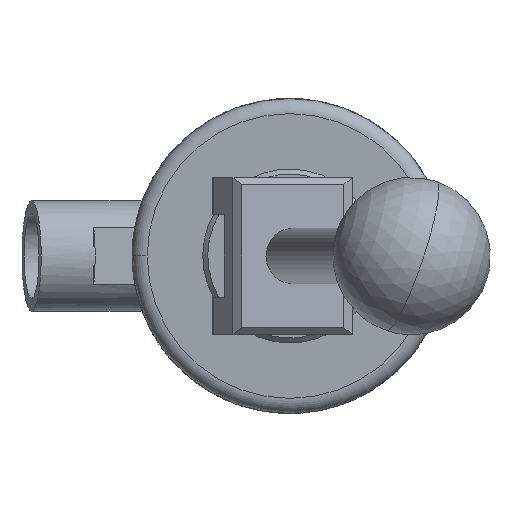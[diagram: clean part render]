
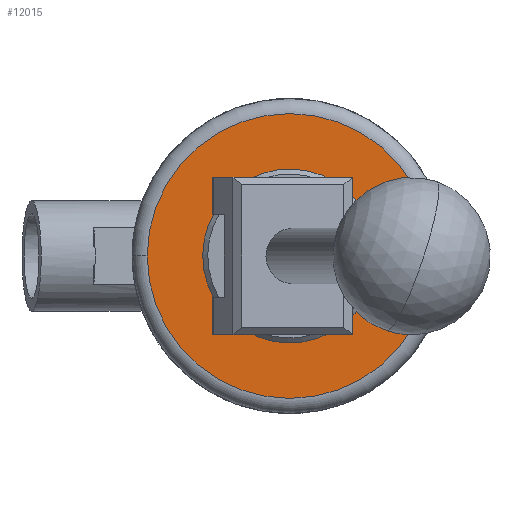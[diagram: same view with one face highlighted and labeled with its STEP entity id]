
A CAD part, front view. The second image highlights one B-rep face of the part: STEP entity #12015.
In plain terms, the highlighted planar face has unit normal (0, -1, 0).
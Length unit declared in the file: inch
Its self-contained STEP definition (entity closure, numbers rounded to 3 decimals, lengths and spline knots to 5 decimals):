
#150 = EDGE_CURVE ( 'NONE', #859, #1477, #8048, .T. ) ;
#166 = DIRECTION ( 'NONE',  ( 1., 0., 0. ) ) ;
#650 = EDGE_CURVE ( 'NONE', #5638, #11137, #8849, .T. ) ;
#845 = EDGE_LOOP ( 'NONE', ( #13289, #1513 ) ) ;
#859 = VERTEX_POINT ( 'NONE', #14569 ) ;
#1032 = ORIENTED_EDGE ( 'NONE', *, *, #650, .F. ) ;
#1331 = FACE_OUTER_BOUND ( 'NONE', #845, .T. ) ;
#1477 = VERTEX_POINT ( 'NONE', #11867 ) ;
#1506 = CARTESIAN_POINT ( 'NONE',  ( 0., 0., 0. ) ) ;
#1513 = ORIENTED_EDGE ( 'NONE', *, *, #15600, .T. ) ;
#2277 = DIRECTION ( 'NONE',  ( 0., -1., 0. ) ) ;
#2539 = CARTESIAN_POINT ( 'NONE',  ( -0.348, 0., 0. ) ) ;
#2739 = AXIS2_PLACEMENT_3D ( 'NONE', #13883, #12817, #16406 ) ;
#2746 = DIRECTION ( 'NONE',  ( 1., 0., 0. ) ) ;
#2766 = CARTESIAN_POINT ( 'NONE',  ( 0., 0., 0. ) ) ;
#3015 = ORIENTED_EDGE ( 'NONE', *, *, #15086, .F. ) ;
#4251 = DIRECTION ( 'NONE',  ( 0., -1., 0. ) ) ;
#4642 = AXIS2_PLACEMENT_3D ( 'NONE', #16096, #2277, #16266 ) ;
#5522 = AXIS2_PLACEMENT_3D ( 'NONE', #13942, #4251, #2746 ) ;
#5638 = VERTEX_POINT ( 'NONE', #16313 ) ;
#6595 = DIRECTION ( 'NONE',  ( 0., -1., 0. ) ) ;
#6602 = CIRCLE ( 'NONE', #11643, 1.13 ) ;
#8048 = CIRCLE ( 'NONE', #11531, 1.13 ) ;
#8849 = CIRCLE ( 'NONE', #4642, 0.348 ) ;
#9054 = PLANE ( 'NONE',  #2739 ) ;
#11137 = VERTEX_POINT ( 'NONE', #2539 ) ;
#11314 = FACE_BOUND ( 'NONE', #15165, .T. ) ;
#11364 = CIRCLE ( 'NONE', #5522, 0.348 ) ;
#11531 = AXIS2_PLACEMENT_3D ( 'NONE', #1506, #6595, #11667 ) ;
#11643 = AXIS2_PLACEMENT_3D ( 'NONE', #2766, #16398, #166 ) ;
#11667 = DIRECTION ( 'NONE',  ( 1., 0., 0. ) ) ;
#11867 = CARTESIAN_POINT ( 'NONE',  ( -1.13, 0., 0. ) ) ;
#12015 = ADVANCED_FACE ( 'NONE', ( #1331, #11314 ), #9054, .T. ) ;
#12817 = DIRECTION ( 'NONE',  ( 0., -1., 0. ) ) ;
#13289 = ORIENTED_EDGE ( 'NONE', *, *, #150, .T. ) ;
#13883 = CARTESIAN_POINT ( 'NONE',  ( 0., 0., -0.348 ) ) ;
#13942 = CARTESIAN_POINT ( 'NONE',  ( 0., 0., 0. ) ) ;
#14569 = CARTESIAN_POINT ( 'NONE',  ( 1.13, 0., 0. ) ) ;
#15086 = EDGE_CURVE ( 'NONE', #11137, #5638, #11364, .T. ) ;
#15165 = EDGE_LOOP ( 'NONE', ( #1032, #3015 ) ) ;
#15600 = EDGE_CURVE ( 'NONE', #1477, #859, #6602, .T. ) ;
#16096 = CARTESIAN_POINT ( 'NONE',  ( 0., 0., 0. ) ) ;
#16266 = DIRECTION ( 'NONE',  ( 1., 0., 0. ) ) ;
#16313 = CARTESIAN_POINT ( 'NONE',  ( 0.348, 0., 0. ) ) ;
#16398 = DIRECTION ( 'NONE',  ( 0., -1., 0. ) ) ;
#16406 = DIRECTION ( 'NONE',  ( 1., 0., 0. ) ) ;
